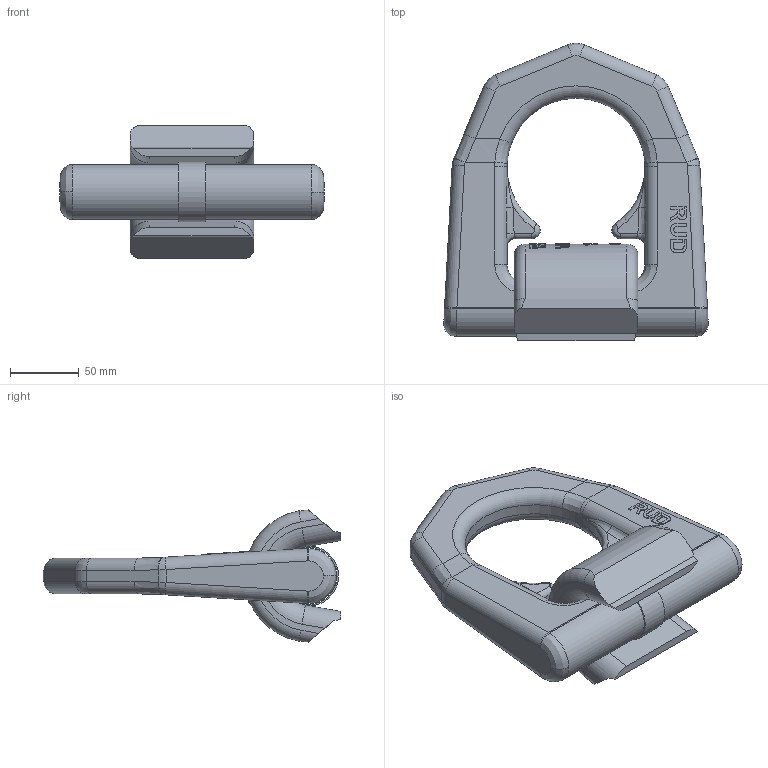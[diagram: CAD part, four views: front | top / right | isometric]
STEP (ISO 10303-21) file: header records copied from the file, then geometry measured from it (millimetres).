
FILE_DESCRIPTION((''),'2;1');
FILE_NAME('001-M35499-P3_ASM','2018-11-23T',('anja.joas'),(''),'PRO/ENGINEER BY PARAMETRIC TECHNOLOGY CORPORATION, 2011490','PRO/ENGINEER BY PARAMETRIC TECHNOLOGY CORPORATION, 2011490','');
FILE_SCHEMA(('CONFIG_CONTROL_DESIGN'));
Length unit declared in the file: millimetre
Products named in the file (3): 001-M35499-P-30; 001-M35499-P1; 001-M35499-P3_ASM
Assembly tree (2 placements, depth 2):
  001-M35499-P3_ASM
    001-M35499-P-30
    001-M35499-P1
Bounding box: 192.19 x 215.95 x 95.96 mm (x, y, z)
Volume: 989176.5 mm3; surface area: 110026 mm2
Topology: 2 solids, 2 shells, 446 faces, 1188 edges, 760 vertices
Faces by surface type: plane 280, cylinder 97, bspline 54, torus 14, extrusion 1
Entity records: 18535 total; most frequent: CARTESIAN_POINT 8109, ORIENTED_EDGE 2376, DIRECTION 1861, EDGE_CURVE 1188, VERTEX_POINT 760, AXIS2_PLACEMENT_3D 655, VECTOR 551, LINE 550
